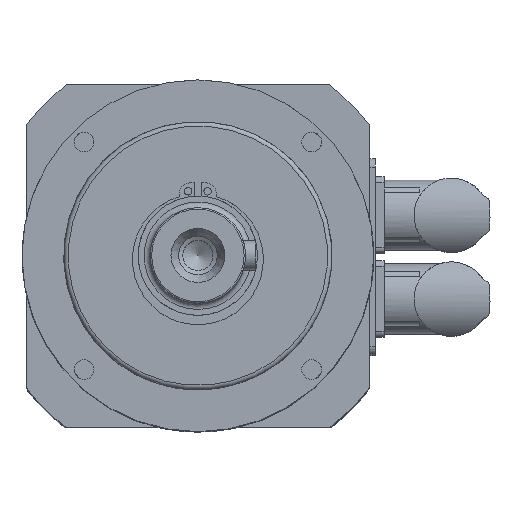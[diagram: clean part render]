
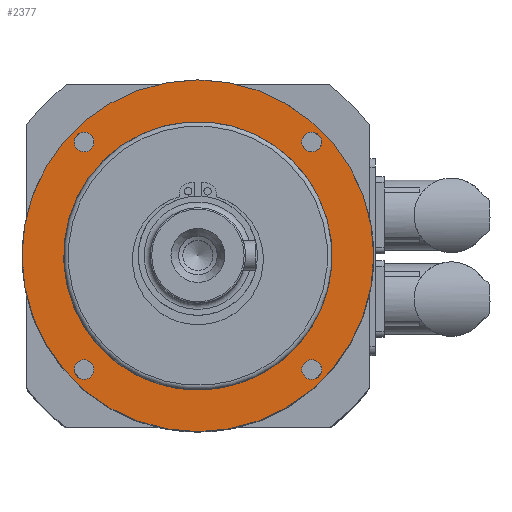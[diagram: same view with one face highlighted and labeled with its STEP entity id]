
A CAD part, top view. The second image highlights one B-rep face of the part: STEP entity #2377.
In plain terms, the highlighted face is planar.
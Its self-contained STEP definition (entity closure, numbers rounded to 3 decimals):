
#1087=FACE_BOUND('',#3929,.T.);
#1088=FACE_BOUND('',#3930,.T.);
#1089=FACE_BOUND('',#3931,.T.);
#1090=FACE_BOUND('',#3932,.T.);
#1091=FACE_BOUND('',#3933,.T.);
#1372=CIRCLE('',#11705,3.324);
#1374=CIRCLE('',#11708,3.324);
#1376=CIRCLE('',#11711,3.324);
#1378=CIRCLE('',#11714,3.324);
#1660=CIRCLE('',#12140,45.);
#1664=CIRCLE('',#12153,59.);
#2377=ADVANCED_FACE('',(#3170,#1087,#1088,#1089,#1090,#1091),#2780,.T.);
#2780=PLANE('',#12156);
#3170=FACE_OUTER_BOUND('',#3928,.T.);
#3928=EDGE_LOOP('',(#6315));
#3929=EDGE_LOOP('',(#6316));
#3930=EDGE_LOOP('',(#6317));
#3931=EDGE_LOOP('',(#6318));
#3932=EDGE_LOOP('',(#6319));
#3933=EDGE_LOOP('',(#6320));
#6315=ORIENTED_EDGE('',*,*,#9711,.T.);
#6316=ORIENTED_EDGE('',*,*,#9237,.T.);
#6317=ORIENTED_EDGE('',*,*,#9239,.T.);
#6318=ORIENTED_EDGE('',*,*,#9241,.T.);
#6319=ORIENTED_EDGE('',*,*,#9243,.T.);
#6320=ORIENTED_EDGE('',*,*,#9707,.F.);
#7960=VERTEX_POINT('',#18345);
#7961=VERTEX_POINT('',#18349);
#7962=VERTEX_POINT('',#18353);
#7963=VERTEX_POINT('',#18357);
#8312=VERTEX_POINT('',#19622);
#8316=VERTEX_POINT('',#19639);
#9237=EDGE_CURVE('',#7960,#7960,#1372,.T.);
#9239=EDGE_CURVE('',#7961,#7961,#1374,.T.);
#9241=EDGE_CURVE('',#7962,#7962,#1376,.T.);
#9243=EDGE_CURVE('',#7963,#7963,#1378,.T.);
#9707=EDGE_CURVE('',#8312,#8312,#1660,.T.);
#9711=EDGE_CURVE('',#8316,#8316,#1664,.T.);
#11705=AXIS2_PLACEMENT_3D('',#18344,#13926,#13927);
#11708=AXIS2_PLACEMENT_3D('',#18348,#13932,#13933);
#11711=AXIS2_PLACEMENT_3D('',#18352,#13938,#13939);
#11714=AXIS2_PLACEMENT_3D('',#18356,#13944,#13945);
#12140=AXIS2_PLACEMENT_3D('',#19621,#14902,#14903);
#12153=AXIS2_PLACEMENT_3D('',#19638,#14928,#14929);
#12156=AXIS2_PLACEMENT_3D('',#19643,#14934,#14935);
#13926=DIRECTION('',(-1.,0.,0.));
#13927=DIRECTION('',(0.,-1.,0.));
#13932=DIRECTION('',(-1.,0.,0.));
#13933=DIRECTION('',(0.,0.,1.));
#13938=DIRECTION('',(-1.,0.,0.));
#13939=DIRECTION('',(0.,1.,0.));
#13944=DIRECTION('',(-1.,0.,0.));
#13945=DIRECTION('',(0.,0.,-1.));
#14902=DIRECTION('',(1.,0.,0.));
#14903=DIRECTION('',(0.,1.,0.));
#14928=DIRECTION('',(1.,0.,0.));
#14929=DIRECTION('',(0.,1.,0.));
#14934=DIRECTION('',(1.,0.,0.));
#14935=DIRECTION('',(0.,0.,-1.));
#18344=CARTESIAN_POINT('',(134.5,-38.184,-38.184));
#18345=CARTESIAN_POINT('',(134.5,-41.507,-38.184));
#18348=CARTESIAN_POINT('',(134.5,-38.184,38.184));
#18349=CARTESIAN_POINT('',(134.5,-38.184,41.507));
#18352=CARTESIAN_POINT('',(134.5,38.184,38.184));
#18353=CARTESIAN_POINT('',(134.5,41.507,38.184));
#18356=CARTESIAN_POINT('',(134.5,38.184,-38.184));
#18357=CARTESIAN_POINT('',(134.5,38.184,-41.507));
#19621=CARTESIAN_POINT('',(134.5,0.,0.));
#19622=CARTESIAN_POINT('',(134.5,45.,0.));
#19638=CARTESIAN_POINT('',(134.5,0.,0.));
#19639=CARTESIAN_POINT('',(134.5,59.,0.));
#19643=CARTESIAN_POINT('',(134.5,52.,0.));
